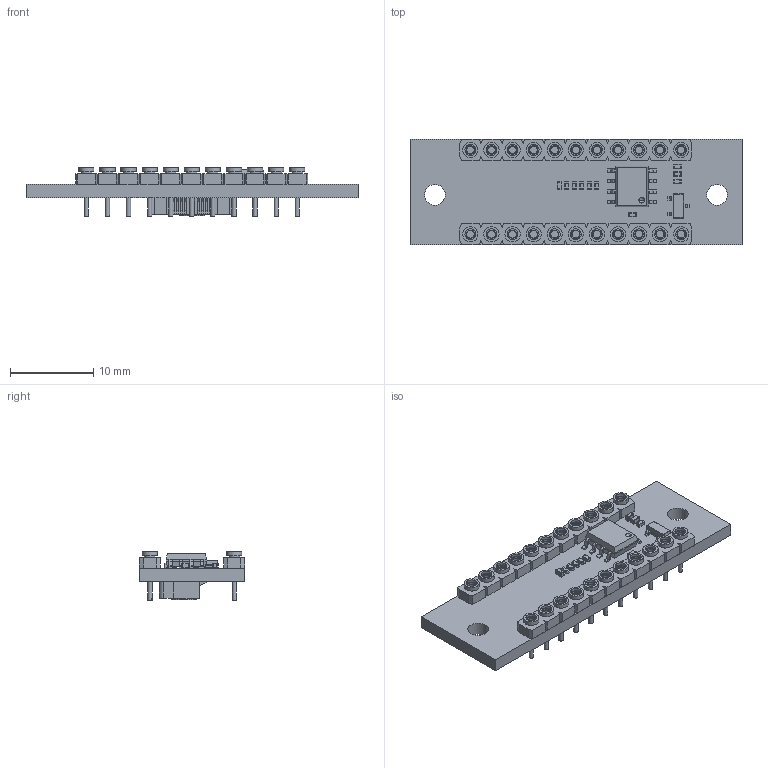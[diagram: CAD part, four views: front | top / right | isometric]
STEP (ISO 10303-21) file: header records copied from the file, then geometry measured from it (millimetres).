
FILE_DESCRIPTION(('Open CASCADE Model'),'2;1');
FILE_NAME('Open CASCADE Shape Model','2022-06-18T18:03:12',('Author'),( 'Open CASCADE'),'Open CASCADE STEP processor 6.8','Open CASCADE 6.8' ,'Unknown');
FILE_SCHEMA(('AUTOMOTIVE_DESIGN { 1 0 10303 214 1 1 1 1 }'));
Products named in the file (1): PCB
Bounding box: 40 x 12.73 x 5.84 mm (x, y, z)
Volume: 808.3 mm3; surface area: 2932.8 mm2
Topology: 6 solids, 1188 shells, 1569 faces, 6362 edges, 5634 vertices
Faces by surface type: plane 905, cylinder 460, sphere 104, cone 88, bspline 12
Full cylindrical faces by diameter (mm): 0.508 x22, 0.914 x22, 1.016 x22, 1.321 x66, 1.829 x22, 2.5 x2, 3 x1
Entity records: 75145 total; most frequent: CARTESIAN_POINT 14444, DIRECTION 10649, ORIENTED_EDGE 7288, EDGE_CURVE 6208, VERTEX_POINT 5634, LINE 4325, VECTOR 4325, AXIS2_PLACEMENT_3D 3162
